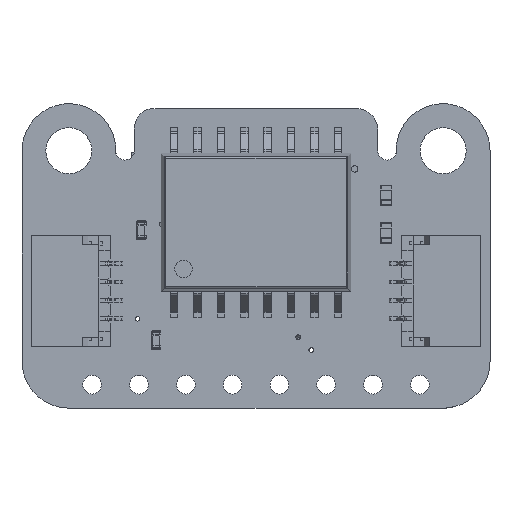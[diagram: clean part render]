
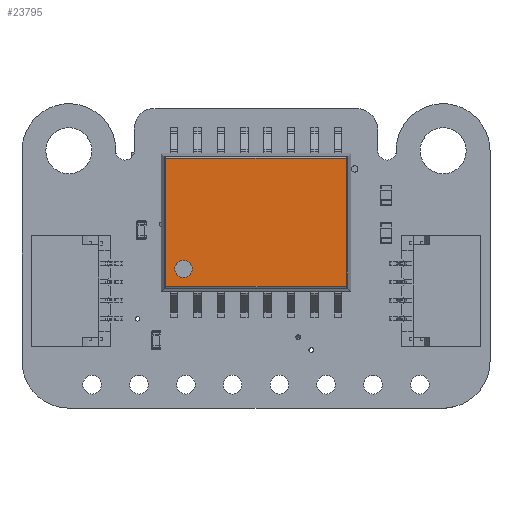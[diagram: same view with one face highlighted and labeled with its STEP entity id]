
A CAD part, top view. The second image highlights one B-rep face of the part: STEP entity #23795.
In plain terms, the highlighted planar face has unit normal (0, 0, 1).
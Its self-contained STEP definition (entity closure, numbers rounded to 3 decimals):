
#589=FACE_BOUND('',#3088,.T.);
#669=PLANE('',#25339);
#1737=FACE_OUTER_BOUND('',#3087,.T.);
#3087=EDGE_LOOP('',(#16869,#16870,#16871,#16872));
#3088=EDGE_LOOP('',(#16873));
#4487=LINE('',#33913,#7466);
#4491=LINE('',#33924,#7470);
#4492=LINE('',#33927,#7471);
#4493=LINE('',#33928,#7472);
#7466=VECTOR('',#27359,1.);
#7470=VECTOR('',#27373,1.);
#7471=VECTOR('',#27376,1.);
#7472=VECTOR('',#27377,1.);
#10398=CIRCLE('',#25340,0.469);
#10900=VERTEX_POINT('',#33910);
#10901=VERTEX_POINT('',#33912);
#10903=VERTEX_POINT('',#33922);
#10904=VERTEX_POINT('',#33926);
#10905=VERTEX_POINT('',#33929);
#13217=EDGE_CURVE('',#10900,#10901,#4487,.T.);
#13223=EDGE_CURVE('',#10900,#10903,#4491,.T.);
#13224=EDGE_CURVE('',#10903,#10904,#4492,.T.);
#13225=EDGE_CURVE('',#10901,#10904,#4493,.T.);
#13226=EDGE_CURVE('',#10905,#10905,#10398,.T.);
#16869=ORIENTED_EDGE('',*,*,#13217,.F.);
#16870=ORIENTED_EDGE('',*,*,#13223,.T.);
#16871=ORIENTED_EDGE('',*,*,#13224,.T.);
#16872=ORIENTED_EDGE('',*,*,#13225,.F.);
#16873=ORIENTED_EDGE('',*,*,#13226,.F.);
#23795=ADVANCED_FACE('',(#1737,#589),#669,.T.);
#25339=AXIS2_PLACEMENT_3D('',#33925,#27374,#27375);
#25340=AXIS2_PLACEMENT_3D('',#33930,#27378,#27379);
#27359=DIRECTION('',(0.,1.,0.));
#27373=DIRECTION('',(1.,0.,0.));
#27374=DIRECTION('center_axis',(0.,0.,1.));
#27375=DIRECTION('ref_axis',(1.,0.,0.));
#27376=DIRECTION('',(0.,1.,0.));
#27377=DIRECTION('',(1.,0.,0.));
#27378=DIRECTION('center_axis',(0.,0.,1.));
#27379=DIRECTION('ref_axis',(1.,0.,0.));
#33910=CARTESIAN_POINT('',(-3.485,-4.885,2.65));
#33912=CARTESIAN_POINT('',(-3.485,4.885,2.65));
#33913=CARTESIAN_POINT('',(-3.485,-4.963,2.65));
#33922=CARTESIAN_POINT('',(3.485,-4.885,2.65));
#33924=CARTESIAN_POINT('',(-3.563,-4.885,2.65));
#33925=CARTESIAN_POINT('Origin',(-3.75,-5.15,2.65));
#33926=CARTESIAN_POINT('',(3.485,4.885,2.65));
#33927=CARTESIAN_POINT('',(3.485,-4.963,2.65));
#33928=CARTESIAN_POINT('',(-3.563,4.885,2.65));
#33929=CARTESIAN_POINT('',(-3.004,3.935,2.65));
#33930=CARTESIAN_POINT('Origin',(-2.535,3.935,2.65));
